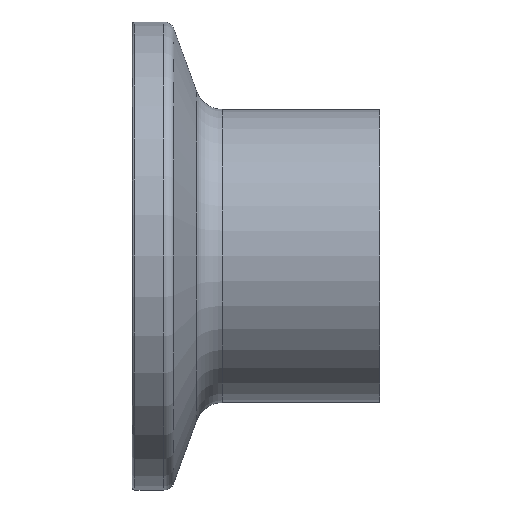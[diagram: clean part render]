
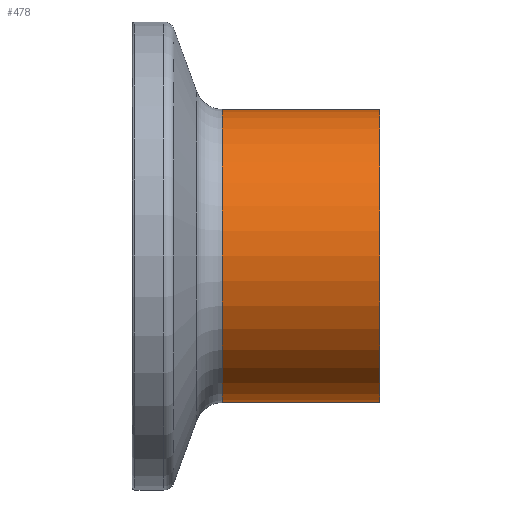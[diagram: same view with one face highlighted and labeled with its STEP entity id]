
A CAD part, front view. The second image highlights one B-rep face of the part: STEP entity #478.
In plain terms, the highlighted cylindrical face has radius 10.65 mm (diameter 21.3 mm), a partial arc.
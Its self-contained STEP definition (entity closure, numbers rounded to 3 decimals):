
#1 = ORIENTED_EDGE ( 'NONE', *, *, #350, .F. ) ;
#16 = EDGE_CURVE ( 'NONE', #500, #429, #577, .T. ) ;
#30 = FACE_OUTER_BOUND ( 'NONE', #200, .T. ) ;
#35 = DIRECTION ( 'NONE',  ( -1., 0., 0. ) ) ;
#46 = AXIS2_PLACEMENT_3D ( 'NONE', #532, #122, #178 ) ;
#60 = ORIENTED_EDGE ( 'NONE', *, *, #455, .F. ) ;
#98 = CYLINDRICAL_SURFACE ( 'NONE', #448, 10.65 ) ;
#122 = DIRECTION ( 'NONE',  ( -1., 0., 0. ) ) ;
#146 = CIRCLE ( 'NONE', #46, 10.65 ) ;
#162 = CARTESIAN_POINT ( 'NONE',  ( 0., 0., 0. ) ) ;
#178 = DIRECTION ( 'NONE',  ( 0., 0., 1. ) ) ;
#200 = EDGE_LOOP ( 'NONE', ( #60, #733, #310, #1 ) ) ;
#213 = EDGE_CURVE ( 'NONE', #645, #500, #146, .T. ) ;
#259 = VERTEX_POINT ( 'NONE', #480 ) ;
#298 = CARTESIAN_POINT ( 'NONE',  ( 0., 0., 10.65 ) ) ;
#310 = ORIENTED_EDGE ( 'NONE', *, *, #16, .T. ) ;
#350 = EDGE_CURVE ( 'NONE', #259, #429, #485, .T. ) ;
#384 = CARTESIAN_POINT ( 'NONE',  ( 0., 0., -10.65 ) ) ;
#397 = DIRECTION ( 'NONE',  ( -1., 0., 0. ) ) ;
#401 = VECTOR ( 'NONE', #35, 1000. ) ;
#429 = VERTEX_POINT ( 'NONE', #601 ) ;
#448 = AXIS2_PLACEMENT_3D ( 'NONE', #162, #397, #629 ) ;
#455 = EDGE_CURVE ( 'NONE', #645, #259, #685, .T. ) ;
#466 = DIRECTION ( 'NONE',  ( -1., 0., 0. ) ) ;
#478 = ADVANCED_FACE ( 'NONE', ( #30 ), #98, .T. ) ;
#480 = CARTESIAN_POINT ( 'NONE',  ( 6.562, 0., -10.65 ) ) ;
#485 = CIRCLE ( 'NONE', #738, 10.65 ) ;
#500 = VERTEX_POINT ( 'NONE', #682 ) ;
#532 = CARTESIAN_POINT ( 'NONE',  ( 18., 0., 0. ) ) ;
#558 = VECTOR ( 'NONE', #466, 1000. ) ;
#577 = LINE ( 'NONE', #298, #558 ) ;
#601 = CARTESIAN_POINT ( 'NONE',  ( 6.562, 0., 10.65 ) ) ;
#629 = DIRECTION ( 'NONE',  ( 0., 0., 1. ) ) ;
#645 = VERTEX_POINT ( 'NONE', #698 ) ;
#682 = CARTESIAN_POINT ( 'NONE',  ( 18., 0., 10.65 ) ) ;
#685 = LINE ( 'NONE', #384, #401 ) ;
#698 = CARTESIAN_POINT ( 'NONE',  ( 18., 0., -10.65 ) ) ;
#714 = DIRECTION ( 'NONE',  ( 0., 0., 1. ) ) ;
#717 = DIRECTION ( 'NONE',  ( -1., 0., 0. ) ) ;
#724 = CARTESIAN_POINT ( 'NONE',  ( 6.562, 0., 0. ) ) ;
#733 = ORIENTED_EDGE ( 'NONE', *, *, #213, .T. ) ;
#738 = AXIS2_PLACEMENT_3D ( 'NONE', #724, #717, #714 ) ;
